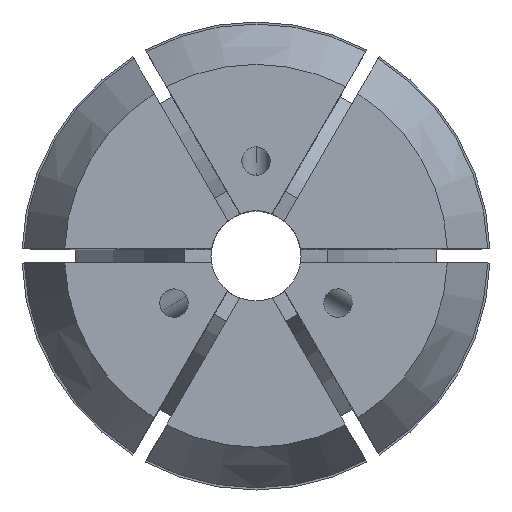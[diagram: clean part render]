
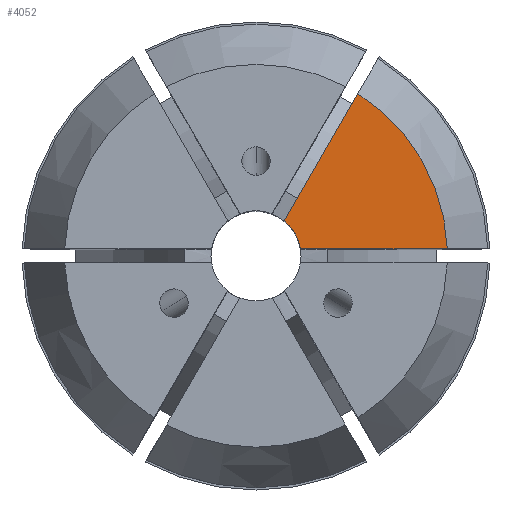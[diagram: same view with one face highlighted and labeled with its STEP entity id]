
A CAD part, top view. The second image highlights one B-rep face of the part: STEP entity #4052.
In plain terms, the highlighted planar face has unit normal (0, 0, 1).
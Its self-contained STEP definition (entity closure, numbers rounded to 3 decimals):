
#9 = CARTESIAN_POINT ( 'NONE',  ( 13.49, 0.5, 40. ) ) ;
#255 = FACE_OUTER_BOUND ( 'NONE', #3996, .T. ) ;
#290 = LINE ( 'NONE', #3734, #3870 ) ;
#343 = ORIENTED_EDGE ( 'NONE', *, *, #1341, .F. ) ;
#454 = DIRECTION ( 'NONE',  ( 1., 0., 0. ) ) ;
#461 = CARTESIAN_POINT ( 'NONE',  ( 0., 0., 40. ) ) ;
#583 = EDGE_CURVE ( 'NONE', #4084, #2352, #290, .T. ) ;
#753 = DIRECTION ( 'NONE',  ( 0., 0., 1. ) ) ;
#949 = VECTOR ( 'NONE', #2740, 1000. ) ;
#1043 = AXIS2_PLACEMENT_3D ( 'NONE', #461, #1398, #1743 ) ;
#1060 = PLANE ( 'NONE',  #1323 ) ;
#1323 = AXIS2_PLACEMENT_3D ( 'NONE', #2051, #753, #2730 ) ;
#1341 = EDGE_CURVE ( 'NONE', #2352, #1625, #2912, .T. ) ;
#1398 = DIRECTION ( 'NONE',  ( 0., 0., -1. ) ) ;
#1625 = VERTEX_POINT ( 'NONE', #9 ) ;
#1711 = CIRCLE ( 'NONE', #2329, 3.175 ) ;
#1743 = DIRECTION ( 'NONE',  ( -1., 0., 0. ) ) ;
#1866 = ORIENTED_EDGE ( 'NONE', *, *, #3587, .F. ) ;
#1926 = EDGE_CURVE ( 'NONE', #3574, #4084, #1711, .T. ) ;
#2046 = DIRECTION ( 'NONE',  ( 0., 0., 1. ) ) ;
#2051 = CARTESIAN_POINT ( 'NONE',  ( 0., 13.499, 40. ) ) ;
#2096 = CARTESIAN_POINT ( 'NONE',  ( 0., 0.5, 40. ) ) ;
#2123 = CARTESIAN_POINT ( 'NONE',  ( 7.178, 11.433, 40. ) ) ;
#2143 = DIRECTION ( 'NONE',  ( 0.5, 0.866, 0. ) ) ;
#2329 = AXIS2_PLACEMENT_3D ( 'NONE', #2374, #2046, #454 ) ;
#2352 = VERTEX_POINT ( 'NONE', #2123 ) ;
#2374 = CARTESIAN_POINT ( 'NONE',  ( 0., 0., 40. ) ) ;
#2510 = LINE ( 'NONE', #2096, #949 ) ;
#2681 = CARTESIAN_POINT ( 'NONE',  ( 2.001, 2.465, 40. ) ) ;
#2730 = DIRECTION ( 'NONE',  ( 1., 0., 0. ) ) ;
#2740 = DIRECTION ( 'NONE',  ( -1., 0., 0. ) ) ;
#2773 = ORIENTED_EDGE ( 'NONE', *, *, #1926, .F. ) ;
#2912 = CIRCLE ( 'NONE', #1043, 13.499 ) ;
#3092 = CARTESIAN_POINT ( 'NONE',  ( 3.135, 0.5, 40. ) ) ;
#3322 = ORIENTED_EDGE ( 'NONE', *, *, #583, .F. ) ;
#3574 = VERTEX_POINT ( 'NONE', #3092 ) ;
#3587 = EDGE_CURVE ( 'NONE', #1625, #3574, #2510, .T. ) ;
#3734 = CARTESIAN_POINT ( 'NONE',  ( 6.278, 9.875, 40. ) ) ;
#3870 = VECTOR ( 'NONE', #2143, 1000. ) ;
#3996 = EDGE_LOOP ( 'NONE', ( #3322, #2773, #1866, #343 ) ) ;
#4052 = ADVANCED_FACE ( 'NONE', ( #255 ), #1060, .T. ) ;
#4084 = VERTEX_POINT ( 'NONE', #2681 ) ;
